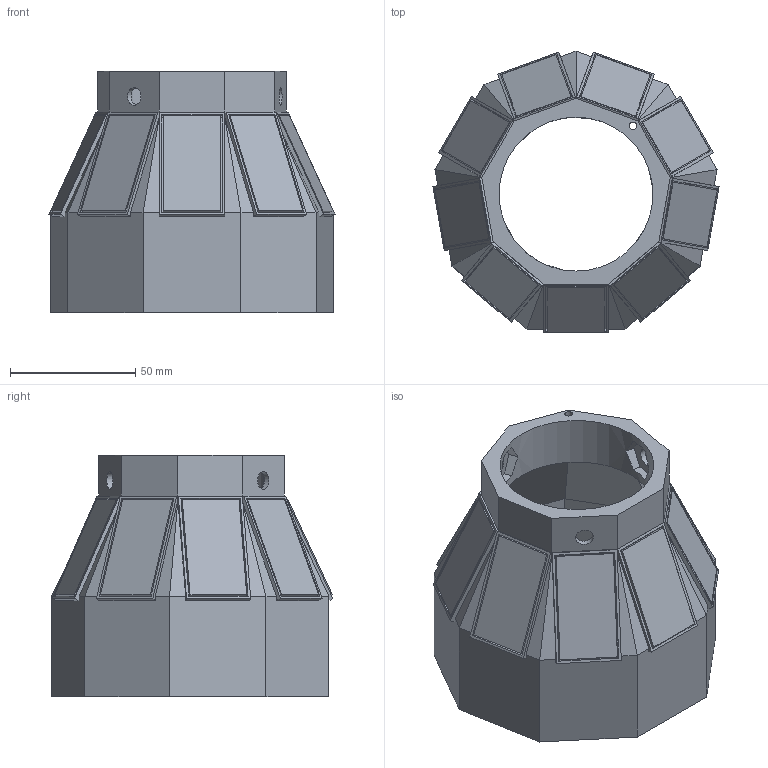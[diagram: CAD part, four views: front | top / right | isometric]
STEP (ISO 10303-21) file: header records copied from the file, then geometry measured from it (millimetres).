
FILE_DESCRIPTION(/* description */ (''),/* implementation_level */ '2;1');
FILE_NAME(/* name */ 'Buoy v3 (75 degree inclined).step',/* time_stamp */ '2024-11-02T15:16:48+06:00',/* author */ (''),/* organization */ (''),/* preprocessor_version */ 'ST-DEVELOPER v20',/* originating_system */ 'Autodesk Translation Framework v13.20.0.188',/* authorisation */ '');
FILE_SCHEMA (('AUTOMOTIVE_DESIGN { 1 0 10303 214 3 1 1 }'));
Length unit declared in the file: millimetre
Products named in the file (3): Buoy v3; accessories; Solar panel
Assembly tree (10 placements, depth 3):
  Buoy v3
    accessories
      Solar panel  x9
Bounding box: 114.3 x 112.48 x 96.4 mm (x, y, z)
Volume: 106248.7 mm3; surface area: 94207 mm2
Topology: 10 solids, 10 shells, 328 faces, 915 edges, 601 vertices
Faces by surface type: plane 268, bspline 36, cylinder 24
Full cylindrical faces by diameter (mm): 2 x18, 3 x1, 7 x3, 61.458 x1, 78.102 x1
Entity records: 11520 total; most frequent: CARTESIAN_POINT 4284, ORIENTED_EDGE 1638, DIRECTION 1218, EDGE_CURVE 819, LINE 568, VECTOR 568, VERTEX_POINT 537, AXIS2_PLACEMENT_3D 325
